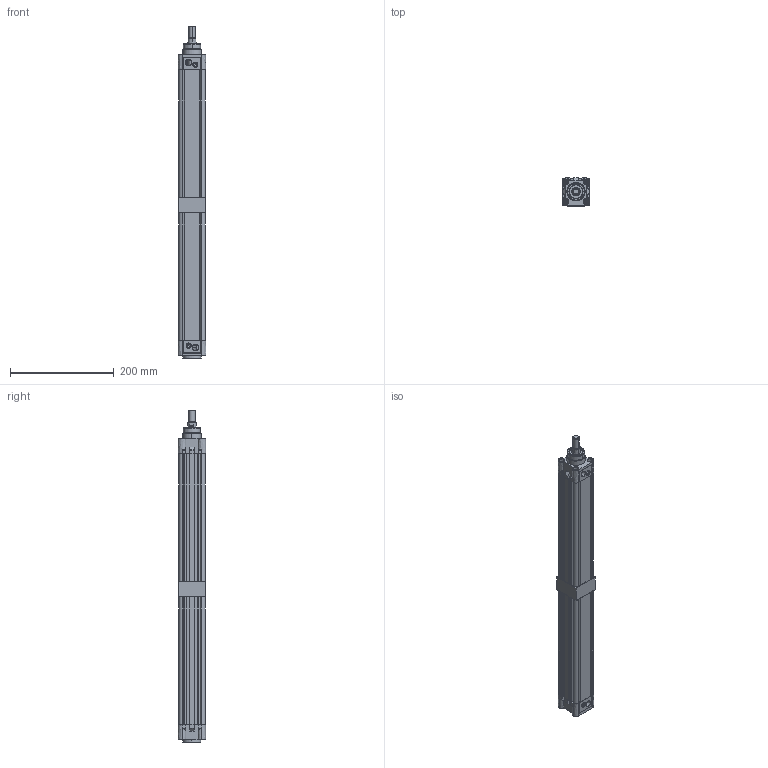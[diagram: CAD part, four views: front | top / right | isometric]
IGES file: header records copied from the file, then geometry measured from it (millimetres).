
Start section: SolidWorks IGES file using analytic representation for surfaces
Global section: file name: 40X200TANDEM.IGS,1; native system: 5HSolidWorks 2017; preprocessor: SolidWorks 2017; author: USER; date: 171226.123412; units: millimetre
Bounding box: 53 x 53.3 x 639.3 mm (x, y, z)
Surface area: 352160.2 mm2 (no closed solid volume)
Topology: 0 solids, 0 shells, 881 faces, 14370 edges, 14361 vertices
Faces by surface type: revolution 473, bspline 408
